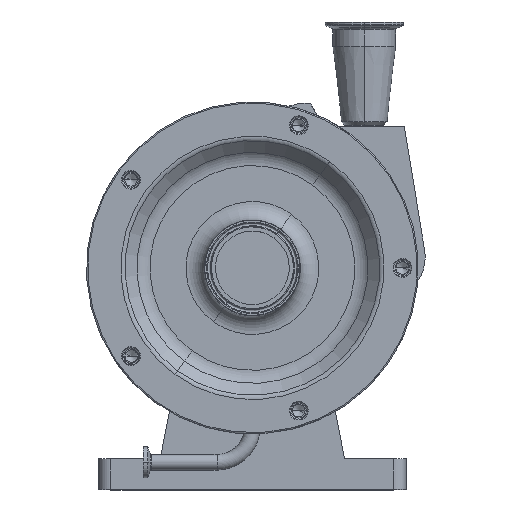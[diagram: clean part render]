
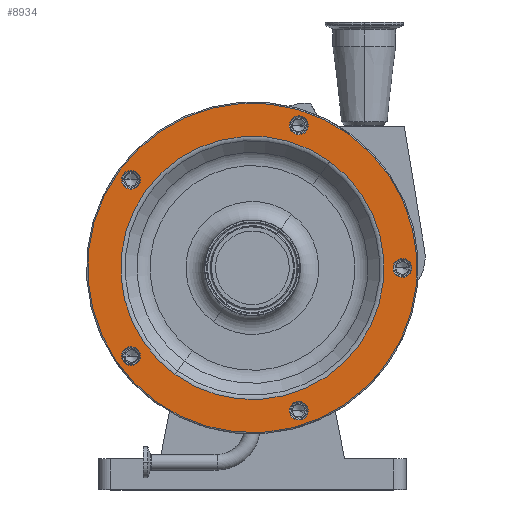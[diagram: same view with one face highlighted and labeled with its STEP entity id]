
A CAD part, top view. The second image highlights one B-rep face of the part: STEP entity #8934.
In plain terms, the highlighted planar face has unit normal (0, 0, 1).
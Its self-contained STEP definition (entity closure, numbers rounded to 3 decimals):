
#58 = ORIENTED_EDGE ( 'NONE', *, *, #11087, .T. ) ;
#69 = DIRECTION ( 'NONE',  ( 0., 0., -1. ) ) ;
#112 = CIRCLE ( 'NONE', #4607, 7.644 ) ;
#134 = CARTESIAN_POINT ( 'NONE',  ( 33.207, -122.213, 209.5 ) ) ;
#236 = AXIS2_PLACEMENT_3D ( 'NONE', #4372, #1549, #2281 ) ;
#293 = DIRECTION ( 'NONE',  ( -0.588, -0.809, 0. ) ) ;
#318 = FACE_BOUND ( 'NONE', #6746, .T. ) ;
#341 = CIRCLE ( 'NONE', #2024, 7.644 ) ;
#533 = EDGE_CURVE ( 'NONE', #9735, #2708, #1643, .T. ) ;
#546 = CARTESIAN_POINT ( 'NONE',  ( 37.7, 116.029, 209.5 ) ) ;
#606 = CIRCLE ( 'NONE', #7270, 7.644 ) ;
#742 = AXIS2_PLACEMENT_3D ( 'NONE', #11853, #2920, #12851 ) ;
#881 = DIRECTION ( 'NONE',  ( -0.588, -0.809, 0. ) ) ;
#1055 = CARTESIAN_POINT ( 'NONE',  ( -103.193, 65.526, 209.5 ) ) ;
#1174 = DIRECTION ( 'NONE',  ( -0.588, -0.809, 0. ) ) ;
#1388 = DIRECTION ( 'NONE',  ( -0.588, -0.809, 0. ) ) ;
#1411 = AXIS2_PLACEMENT_3D ( 'NONE', #12481, #3378, #293 ) ;
#1443 = EDGE_CURVE ( 'NONE', #8800, #11210, #606, .T. ) ;
#1518 = DIRECTION ( 'NONE',  ( 0., 0., -1. ) ) ;
#1549 = DIRECTION ( 'NONE',  ( 0., 0., -1. ) ) ;
#1643 = CIRCLE ( 'NONE', #7463, 7.644 ) ;
#1747 = ORIENTED_EDGE ( 'NONE', *, *, #10261, .T. ) ;
#1955 = DIRECTION ( 'NONE',  ( -0.588, -0.809, 0. ) ) ;
#2024 = AXIS2_PLACEMENT_3D ( 'NONE', #10806, #7640, #3317 ) ;
#2032 = VERTEX_POINT ( 'NONE', #6661 ) ;
#2156 = DIRECTION ( 'NONE',  ( 0., 0., -1. ) ) ;
#2223 = DIRECTION ( 'NONE',  ( 0., 0., -1. ) ) ;
#2247 = CIRCLE ( 'NONE', #4405, 134. ) ;
#2281 = DIRECTION ( 'NONE',  ( -0.588, -0.809, 0. ) ) ;
#2328 = EDGE_CURVE ( 'NONE', #2032, #8483, #3654, .T. ) ;
#2708 = VERTEX_POINT ( 'NONE', #11338 ) ;
#2875 = CIRCLE ( 'NONE', #742, 7.644 ) ;
#2908 = ORIENTED_EDGE ( 'NONE', *, *, #10076, .T. ) ;
#2920 = DIRECTION ( 'NONE',  ( 0., 0., -1. ) ) ;
#2948 = VERTEX_POINT ( 'NONE', #7262 ) ;
#2974 = CARTESIAN_POINT ( 'NONE',  ( -98.7, 71.71, 209.5 ) ) ;
#2997 = CARTESIAN_POINT ( 'NONE',  ( 0., 0., 209.5 ) ) ;
#3009 = CIRCLE ( 'NONE', #13109, 7.644 ) ;
#3049 = CARTESIAN_POINT ( 'NONE',  ( -62.935, -86.622, 209.5 ) ) ;
#3245 = CARTESIAN_POINT ( 'NONE',  ( 0., 0., 209.5 ) ) ;
#3317 = DIRECTION ( 'NONE',  ( -0.588, -0.809, 0. ) ) ;
#3378 = DIRECTION ( 'NONE',  ( 0., 0., -1. ) ) ;
#3404 = FACE_BOUND ( 'NONE', #8372, .T. ) ;
#3509 = DIRECTION ( 'NONE',  ( -0.588, -0.809, 0. ) ) ;
#3514 = VERTEX_POINT ( 'NONE', #10266 ) ;
#3654 = CIRCLE ( 'NONE', #4078, 7.644 ) ;
#3686 = AXIS2_PLACEMENT_3D ( 'NONE', #3245, #2223, #1174 ) ;
#4078 = AXIS2_PLACEMENT_3D ( 'NONE', #5285, #9198, #7116 ) ;
#4133 = AXIS2_PLACEMENT_3D ( 'NONE', #2997, #5353, #12381 ) ;
#4188 = EDGE_CURVE ( 'NONE', #6590, #11941, #11463, .T. ) ;
#4300 = ORIENTED_EDGE ( 'NONE', *, *, #2328, .T. ) ;
#4337 = PLANE ( 'NONE',  #8131 ) ;
#4372 = CARTESIAN_POINT ( 'NONE',  ( 0., 0., 209.5 ) ) ;
#4405 = AXIS2_PLACEMENT_3D ( 'NONE', #5527, #9647, #3509 ) ;
#4607 = AXIS2_PLACEMENT_3D ( 'NONE', #5426, #1518, #6583 ) ;
#4627 = CARTESIAN_POINT ( 'NONE',  ( 33.207, 109.845, 209.5 ) ) ;
#4709 = VERTEX_POINT ( 'NONE', #3049 ) ;
#4913 = ORIENTED_EDGE ( 'NONE', *, *, #533, .T. ) ;
#4929 = EDGE_LOOP ( 'NONE', ( #4300, #7714 ) ) ;
#4943 = AXIS2_PLACEMENT_3D ( 'NONE', #6115, #69, #10237 ) ;
#5195 = DIRECTION ( 'NONE',  ( -0.588, -0.809, 0. ) ) ;
#5285 = CARTESIAN_POINT ( 'NONE',  ( 37.7, -116.029, 209.5 ) ) ;
#5310 = CARTESIAN_POINT ( 'NONE',  ( -78.763, -108.408, 209.5 ) ) ;
#5353 = DIRECTION ( 'NONE',  ( 0., 0., -1. ) ) ;
#5387 = CARTESIAN_POINT ( 'NONE',  ( 126.493, 6.184, 209.5 ) ) ;
#5426 = CARTESIAN_POINT ( 'NONE',  ( -98.7, -71.71, 209.5 ) ) ;
#5494 = CARTESIAN_POINT ( 'NONE',  ( 78.763, 108.408, 209.5 ) ) ;
#5527 = CARTESIAN_POINT ( 'NONE',  ( 0., 0., 209.5 ) ) ;
#5597 = CARTESIAN_POINT ( 'NONE',  ( -94.207, 77.894, 209.5 ) ) ;
#5709 = EDGE_CURVE ( 'NONE', #7802, #3514, #2875, .T. ) ;
#6038 = CIRCLE ( 'NONE', #3686, 107.071 ) ;
#6112 = EDGE_LOOP ( 'NONE', ( #12271, #10700 ) ) ;
#6115 = CARTESIAN_POINT ( 'NONE',  ( -98.7, -71.71, 209.5 ) ) ;
#6126 = EDGE_CURVE ( 'NONE', #8483, #2032, #7859, .T. ) ;
#6365 = EDGE_LOOP ( 'NONE', ( #2908, #7956 ) ) ;
#6463 = VERTEX_POINT ( 'NONE', #11186 ) ;
#6583 = DIRECTION ( 'NONE',  ( -0.588, -0.809, 0. ) ) ;
#6590 = VERTEX_POINT ( 'NONE', #5310 ) ;
#6620 = ORIENTED_EDGE ( 'NONE', *, *, #1443, .T. ) ;
#6661 = CARTESIAN_POINT ( 'NONE',  ( 42.193, -109.845, 209.5 ) ) ;
#6746 = EDGE_LOOP ( 'NONE', ( #7661, #11610 ) ) ;
#7013 = EDGE_CURVE ( 'NONE', #12158, #6463, #112, .T. ) ;
#7014 = CARTESIAN_POINT ( 'NONE',  ( -98.7, 71.71, 209.5 ) ) ;
#7116 = DIRECTION ( 'NONE',  ( -0.588, -0.809, 0. ) ) ;
#7262 = CARTESIAN_POINT ( 'NONE',  ( 62.935, 86.622, 209.5 ) ) ;
#7270 = AXIS2_PLACEMENT_3D ( 'NONE', #7014, #10106, #881 ) ;
#7386 = EDGE_CURVE ( 'NONE', #3514, #7802, #341, .T. ) ;
#7463 = AXIS2_PLACEMENT_3D ( 'NONE', #546, #8693, #9496 ) ;
#7516 = CARTESIAN_POINT ( 'NONE',  ( -108.408, 78.763, 209.5 ) ) ;
#7588 = FACE_BOUND ( 'NONE', #4929, .T. ) ;
#7640 = DIRECTION ( 'NONE',  ( 0., 0., -1. ) ) ;
#7661 = ORIENTED_EDGE ( 'NONE', *, *, #5709, .T. ) ;
#7714 = ORIENTED_EDGE ( 'NONE', *, *, #6126, .T. ) ;
#7802 = VERTEX_POINT ( 'NONE', #5387 ) ;
#7807 = EDGE_CURVE ( 'NONE', #11941, #6590, #2247, .T. ) ;
#7859 = CIRCLE ( 'NONE', #1411, 7.644 ) ;
#7956 = ORIENTED_EDGE ( 'NONE', *, *, #11023, .T. ) ;
#8131 = AXIS2_PLACEMENT_3D ( 'NONE', #7516, #8598, #1388 ) ;
#8372 = EDGE_LOOP ( 'NONE', ( #10358, #6620 ) ) ;
#8401 = EDGE_LOOP ( 'NONE', ( #58, #4913 ) ) ;
#8483 = VERTEX_POINT ( 'NONE', #134 ) ;
#8532 = FACE_BOUND ( 'NONE', #8401, .T. ) ;
#8598 = DIRECTION ( 'NONE',  ( 0., 0., -1. ) ) ;
#8693 = DIRECTION ( 'NONE',  ( 0., 0., -1. ) ) ;
#8800 = VERTEX_POINT ( 'NONE', #1055 ) ;
#8934 = ADVANCED_FACE ( 'NONE', ( #8532, #318, #7588, #11834, #3404, #10487, #12640 ), #4337, .F. ) ;
#9046 = CIRCLE ( 'NONE', #236, 107.071 ) ;
#9198 = DIRECTION ( 'NONE',  ( 0., 0., -1. ) ) ;
#9241 = CARTESIAN_POINT ( 'NONE',  ( 37.7, 116.029, 209.5 ) ) ;
#9246 = CARTESIAN_POINT ( 'NONE',  ( -103.193, -77.894, 209.5 ) ) ;
#9474 = AXIS2_PLACEMENT_3D ( 'NONE', #2974, #2156, #1955 ) ;
#9496 = DIRECTION ( 'NONE',  ( -0.588, -0.809, 0. ) ) ;
#9647 = DIRECTION ( 'NONE',  ( 0., 0., -1. ) ) ;
#9735 = VERTEX_POINT ( 'NONE', #4627 ) ;
#10076 = EDGE_CURVE ( 'NONE', #4709, #2948, #9046, .T. ) ;
#10106 = DIRECTION ( 'NONE',  ( 0., 0., -1. ) ) ;
#10237 = DIRECTION ( 'NONE',  ( -0.588, -0.809, 0. ) ) ;
#10261 = EDGE_CURVE ( 'NONE', #6463, #12158, #11643, .T. ) ;
#10266 = CARTESIAN_POINT ( 'NONE',  ( 117.507, -6.184, 209.5 ) ) ;
#10358 = ORIENTED_EDGE ( 'NONE', *, *, #11065, .T. ) ;
#10487 = FACE_OUTER_BOUND ( 'NONE', #6112, .T. ) ;
#10700 = ORIENTED_EDGE ( 'NONE', *, *, #7807, .F. ) ;
#10806 = CARTESIAN_POINT ( 'NONE',  ( 122., 0., 209.5 ) ) ;
#11023 = EDGE_CURVE ( 'NONE', #2948, #4709, #6038, .T. ) ;
#11065 = EDGE_CURVE ( 'NONE', #11210, #8800, #11873, .T. ) ;
#11087 = EDGE_CURVE ( 'NONE', #2708, #9735, #3009, .T. ) ;
#11186 = CARTESIAN_POINT ( 'NONE',  ( -94.207, -65.526, 209.5 ) ) ;
#11210 = VERTEX_POINT ( 'NONE', #5597 ) ;
#11336 = EDGE_LOOP ( 'NONE', ( #1747, #12013 ) ) ;
#11338 = CARTESIAN_POINT ( 'NONE',  ( 42.193, 122.213, 209.5 ) ) ;
#11463 = CIRCLE ( 'NONE', #4133, 134. ) ;
#11610 = ORIENTED_EDGE ( 'NONE', *, *, #7386, .T. ) ;
#11643 = CIRCLE ( 'NONE', #4943, 7.644 ) ;
#11834 = FACE_BOUND ( 'NONE', #11336, .T. ) ;
#11853 = CARTESIAN_POINT ( 'NONE',  ( 122., 0., 209.5 ) ) ;
#11873 = CIRCLE ( 'NONE', #9474, 7.644 ) ;
#11941 = VERTEX_POINT ( 'NONE', #5494 ) ;
#12013 = ORIENTED_EDGE ( 'NONE', *, *, #7013, .T. ) ;
#12158 = VERTEX_POINT ( 'NONE', #9246 ) ;
#12271 = ORIENTED_EDGE ( 'NONE', *, *, #4188, .F. ) ;
#12381 = DIRECTION ( 'NONE',  ( -0.588, -0.809, 0. ) ) ;
#12425 = DIRECTION ( 'NONE',  ( 0., 0., -1. ) ) ;
#12481 = CARTESIAN_POINT ( 'NONE',  ( 37.7, -116.029, 209.5 ) ) ;
#12640 = FACE_BOUND ( 'NONE', #6365, .T. ) ;
#12851 = DIRECTION ( 'NONE',  ( -0.588, -0.809, 0. ) ) ;
#13109 = AXIS2_PLACEMENT_3D ( 'NONE', #9241, #12425, #5195 ) ;
